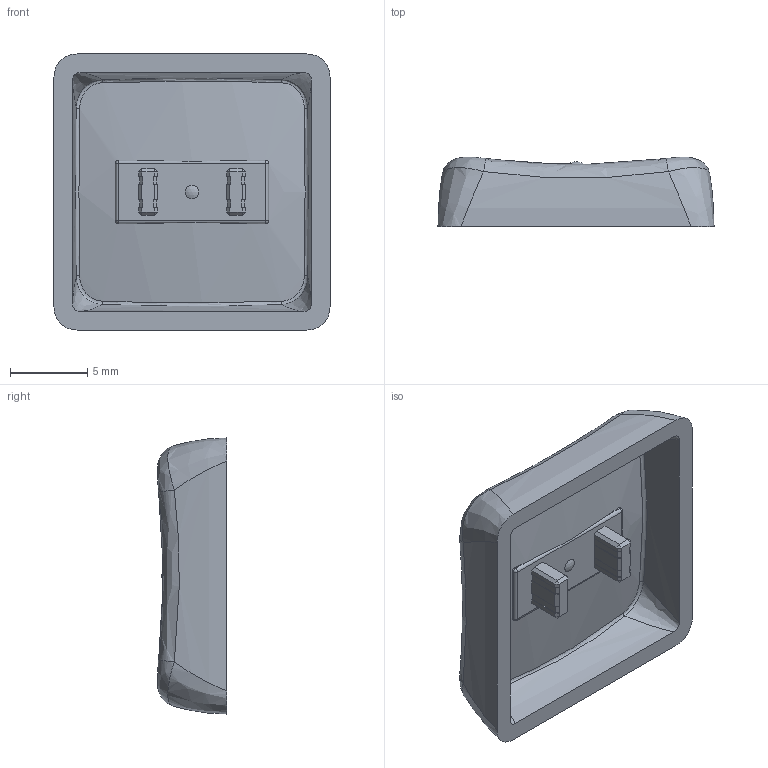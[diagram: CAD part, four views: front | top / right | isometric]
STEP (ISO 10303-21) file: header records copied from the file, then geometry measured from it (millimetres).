
FILE_DESCRIPTION(/* description */ (''),/* implementation_level */ '2;1');
FILE_NAME(/* name */ 'homing-bump.step',/* time_stamp */ '2022-10-25T17:11:03+03:00',/* author */ (''),/* organization */ (''),/* preprocessor_version */ 'ST-DEVELOPER v19.2',/* originating_system */ 'Autodesk Translation Framework v11.17.0.187',/* authorisation */ '');
FILE_SCHEMA (('AUTOMOTIVE_DESIGN { 1 0 10303 214 3 1 1 }'));
Length unit declared in the file: millimetre
Products named in the file (1): homing-bump
Bounding box: 17.9 x 4.48 x 17.9 mm (x, y, z)
Volume: 587.6 mm3; surface area: 1059.7 mm2
Topology: 1 solids, 1 shells, 138 faces, 356 edges, 226 vertices
Faces by surface type: plane 90, bspline 26, cylinder 16, sphere 6
Entity records: 5376 total; most frequent: CARTESIAN_POINT 2210, ORIENTED_EDGE 712, DIRECTION 526, EDGE_CURVE 356, LINE 242, VECTOR 242, VERTEX_POINT 226, EDGE_LOOP 144
